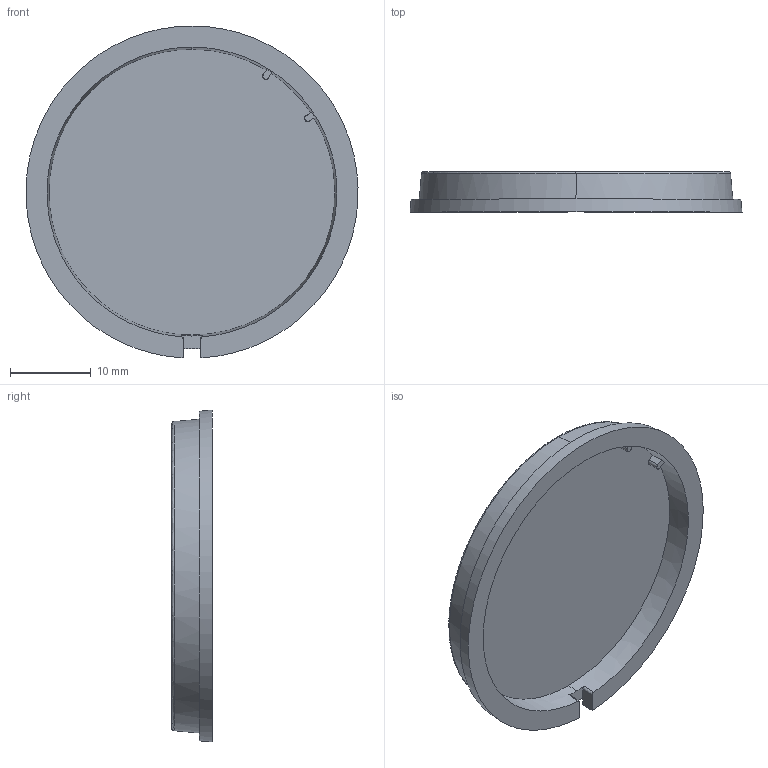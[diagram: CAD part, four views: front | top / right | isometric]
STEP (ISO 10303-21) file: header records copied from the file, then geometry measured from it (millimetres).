
FILE_DESCRIPTION(('FreeCAD Model'),'2;1');
FILE_NAME('Open CASCADE Shape Model','2023-06-21T00:09:57',('Author'),( ''),'Open CASCADE STEP processor 7.6','FreeCAD','Unknown');
FILE_SCHEMA(('AUTOMOTIVE_DESIGN { 1 0 10303 214 1 1 1 1 }'));
Length unit declared in the file: millimetre
Products named in the file (1): _0_92_00RevA2Overlay002 (Solid)001
Bounding box: 41.12 x 5 x 41.11 mm (x, y, z)
Surface area: 3525.5 mm2 (no closed solid volume)
Topology: 0 solids, 1 shells, 26 faces, 546 edges, 510 vertices
Faces by surface type: bspline 17, revolution 9
Entity records: 12634 total; most frequent: CARTESIAN_POINT 6100, B_SPLINE_CURVE_WITH_KNOTS 1540, ORIENTED_EDGE 1034, PCURVE 1034, DEFINITIONAL_REPRESENTATION 1034, EDGE_CURVE 545, SURFACE_CURVE 545, VERTEX_POINT 510
